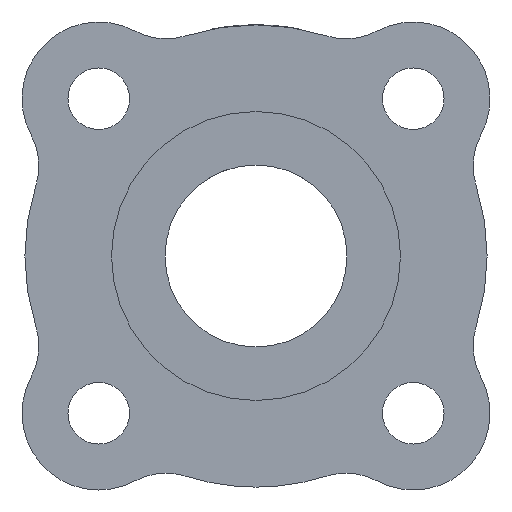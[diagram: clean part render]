
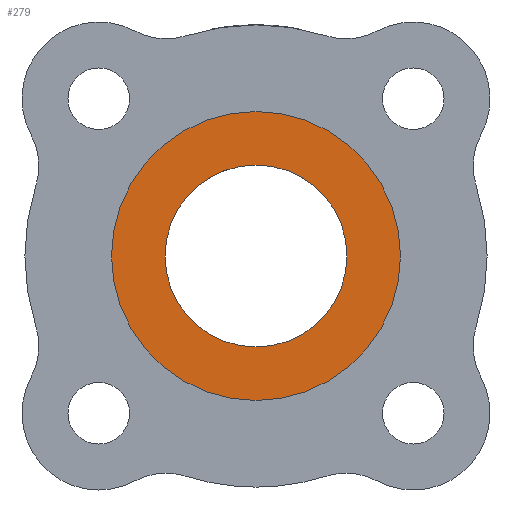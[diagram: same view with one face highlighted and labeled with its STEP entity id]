
A CAD part, front view. The second image highlights one B-rep face of the part: STEP entity #279.
In plain terms, the highlighted planar face has unit normal (0, -1, 0).
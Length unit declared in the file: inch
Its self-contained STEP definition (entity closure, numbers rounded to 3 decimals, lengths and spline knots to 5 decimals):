
#80 = DIRECTION ( 'NONE',  ( 0., 0., 1. ) ) ;
#221 = CIRCLE ( 'NONE', #767, 0.25 ) ;
#260 = EDGE_LOOP ( 'NONE', ( #1416, #1138 ) ) ;
#279 = ADVANCED_FACE ( 'NONE', ( #539, #1038 ), #1350, .F. ) ;
#288 = CARTESIAN_POINT ( 'NONE',  ( 0., 0., 0. ) ) ;
#313 = CARTESIAN_POINT ( 'NONE',  ( 0., 0., 0.25 ) ) ;
#317 = VERTEX_POINT ( 'NONE', #945 ) ;
#347 = CARTESIAN_POINT ( 'NONE',  ( 0., 0., 0. ) ) ;
#413 = DIRECTION ( 'NONE',  ( 0., 0., 1. ) ) ;
#429 = EDGE_LOOP ( 'NONE', ( #527, #946 ) ) ;
#450 = CARTESIAN_POINT ( 'NONE',  ( 0., 0., 0. ) ) ;
#464 = DIRECTION ( 'NONE',  ( 0., 0., 1. ) ) ;
#527 = ORIENTED_EDGE ( 'NONE', *, *, #1065, .F. ) ;
#539 = FACE_BOUND ( 'NONE', #260, .T. ) ;
#540 = EDGE_CURVE ( 'NONE', #1262, #666, #906, .T. ) ;
#604 = CARTESIAN_POINT ( 'NONE',  ( 0., 0., -0.15748 ) ) ;
#635 = CARTESIAN_POINT ( 'NONE',  ( 0., 0., 0. ) ) ;
#666 = VERTEX_POINT ( 'NONE', #746 ) ;
#696 = VERTEX_POINT ( 'NONE', #313 ) ;
#735 = DIRECTION ( 'NONE',  ( 0., 0., 1. ) ) ;
#740 = DIRECTION ( 'NONE',  ( 0., 1., 0. ) ) ;
#746 = CARTESIAN_POINT ( 'NONE',  ( 0., 0., 0.15748 ) ) ;
#765 = DIRECTION ( 'NONE',  ( 0., 0., 1. ) ) ;
#767 = AXIS2_PLACEMENT_3D ( 'NONE', #635, #1439, #735 ) ;
#862 = EDGE_CURVE ( 'NONE', #696, #317, #1072, .T. ) ;
#906 = CIRCLE ( 'NONE', #1362, 0.15748 ) ;
#945 = CARTESIAN_POINT ( 'NONE',  ( 0., 0., -0.25 ) ) ;
#946 = ORIENTED_EDGE ( 'NONE', *, *, #862, .F. ) ;
#1038 = FACE_OUTER_BOUND ( 'NONE', #429, .T. ) ;
#1053 = DIRECTION ( 'NONE',  ( 0., 1., 0. ) ) ;
#1062 = EDGE_CURVE ( 'NONE', #666, #1262, #1106, .T. ) ;
#1065 = EDGE_CURVE ( 'NONE', #317, #696, #221, .T. ) ;
#1072 = CIRCLE ( 'NONE', #1425, 0.25 ) ;
#1106 = CIRCLE ( 'NONE', #1475, 0.15748 ) ;
#1119 = DIRECTION ( 'NONE',  ( 0., 1., 0. ) ) ;
#1138 = ORIENTED_EDGE ( 'NONE', *, *, #540, .T. ) ;
#1262 = VERTEX_POINT ( 'NONE', #604 ) ;
#1334 = AXIS2_PLACEMENT_3D ( 'NONE', #450, #1487, #765 ) ;
#1350 = PLANE ( 'NONE',  #1334 ) ;
#1362 = AXIS2_PLACEMENT_3D ( 'NONE', #347, #1119, #464 ) ;
#1416 = ORIENTED_EDGE ( 'NONE', *, *, #1062, .T. ) ;
#1425 = AXIS2_PLACEMENT_3D ( 'NONE', #1450, #740, #80 ) ;
#1439 = DIRECTION ( 'NONE',  ( 0., 1., 0. ) ) ;
#1450 = CARTESIAN_POINT ( 'NONE',  ( 0., 0., 0. ) ) ;
#1475 = AXIS2_PLACEMENT_3D ( 'NONE', #288, #1053, #413 ) ;
#1487 = DIRECTION ( 'NONE',  ( 0., 1., 0. ) ) ;
